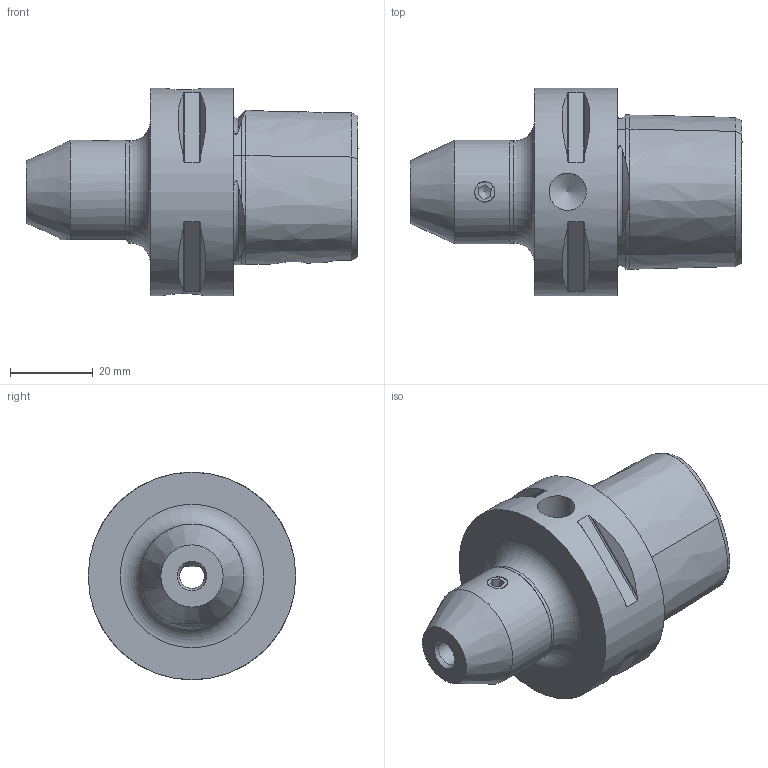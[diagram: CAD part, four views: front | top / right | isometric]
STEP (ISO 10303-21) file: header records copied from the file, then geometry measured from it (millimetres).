
FILE_DESCRIPTION(/* description */ (''),/* implementation_level */ '2;1');
FILE_NAME(/* name */ '05_06_6.stp',/* time_stamp */ '2022-05-24T13:39:27+02:00',/* author */ ('cad'),/* organization */ (''),/* preprocessor_version */ 'ST-DEVELOPER v18.1',/* originating_system */ 'Autodesk Inventor 2021',/* authorisation */ '');
FILE_SCHEMA (('AUTOMOTIVE_DESIGN { 1 0 10303 214 3 1 1 }'));
Length unit declared in the file: inch
Products named in the file (1): 05_06_6_Shrinkwrap_1
Bounding box: 80 x 50 x 50 mm (x, y, z)
Volume: 68420.3 mm3; surface area: 16100.2 mm2
Topology: 1 solids, 1 shells, 116 faces, 323 edges, 219 vertices
Faces by surface type: plane 44, cylinder 27, cone 21, bspline 20, torus 4
Full cylindrical faces by diameter (mm): 5 x1, 6 x1, 6.1 x2, 9 x1, 10 x1, 14.376 x1, 16.3 x1, 21 x2, 24 x1, 24.6 x1, 50 x1
Entity records: 5050 total; most frequent: CARTESIAN_POINT 2064, ORIENTED_EDGE 638, DIRECTION 518, EDGE_CURVE 319, VERTEX_POINT 219, AXIS2_PLACEMENT_3D 218, EDGE_LOOP 134, STYLED_ITEM 117
